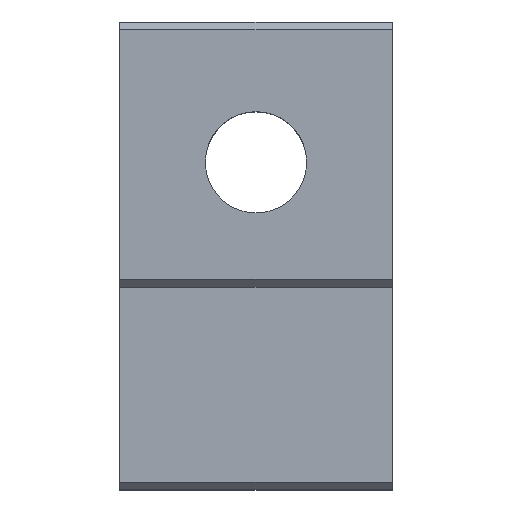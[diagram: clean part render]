
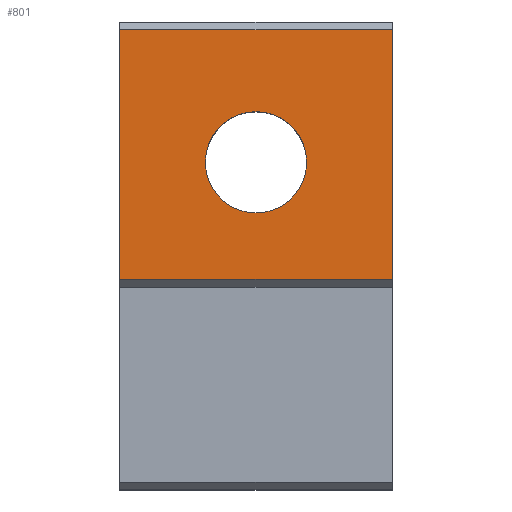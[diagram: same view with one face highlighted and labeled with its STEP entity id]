
A CAD part, top view. The second image highlights one B-rep face of the part: STEP entity #801.
In plain terms, the highlighted face is planar.
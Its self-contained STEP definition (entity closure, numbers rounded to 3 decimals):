
#117 = PLANE('',#118);
#118 = AXIS2_PLACEMENT_3D('',#119,#120,#121);
#119 = CARTESIAN_POINT('',(7.343,28.328,17.5));
#120 = DIRECTION('',(0.,0.,1.));
#121 = DIRECTION('',(1.,0.,0.));
#145 = PLANE('',#146);
#146 = AXIS2_PLACEMENT_3D('',#147,#148,#149);
#147 = CARTESIAN_POINT('',(18.,0.,-17.5));
#148 = DIRECTION('',(-0.707,0.707,0.));
#149 = DIRECTION('',(0.707,0.707,0.));
#171 = PLANE('',#172);
#172 = AXIS2_PLACEMENT_3D('',#173,#174,#175);
#173 = CARTESIAN_POINT('',(7.343,28.328,-17.5));
#174 = DIRECTION('',(0.,0.,1.));
#175 = DIRECTION('',(1.,0.,0.));
#264 = VERTEX_POINT('',#265);
#265 = CARTESIAN_POINT('',(19.,1.,17.5));
#286 = EDGE_CURVE('',#287,#264,#289,.T.);
#287 = VERTEX_POINT('',#288);
#288 = CARTESIAN_POINT('',(19.,1.,-17.5));
#289 = SURFACE_CURVE('',#290,(#294,#301),.PCURVE_S1.);
#290 = LINE('',#291,#292);
#291 = CARTESIAN_POINT('',(19.,1.,-17.5));
#292 = VECTOR('',#293,1.);
#293 = DIRECTION('',(0.,0.,1.));
#294 = PCURVE('',#145,#295);
#295 = DEFINITIONAL_REPRESENTATION('',(#296),#300);
#296 = LINE('',#297,#298);
#297 = CARTESIAN_POINT('',(1.414,0.));
#298 = VECTOR('',#299,1.);
#299 = DIRECTION('',(0.,-1.));
#300 = ( GEOMETRIC_REPRESENTATION_CONTEXT(2) 
PARAMETRIC_REPRESENTATION_CONTEXT() REPRESENTATION_CONTEXT('2D SPACE',''
  ) );
#301 = PCURVE('',#302,#307);
#302 = PLANE('',#303);
#303 = AXIS2_PLACEMENT_3D('',#304,#305,#306);
#304 = CARTESIAN_POINT('',(19.,1.,-17.5));
#305 = DIRECTION('',(-1.,0.,0.));
#306 = DIRECTION('',(0.,1.,0.));
#307 = DEFINITIONAL_REPRESENTATION('',(#308),#312);
#308 = LINE('',#309,#310);
#309 = CARTESIAN_POINT('',(0.,0.));
#310 = VECTOR('',#311,1.);
#311 = DIRECTION('',(0.,-1.));
#312 = ( GEOMETRIC_REPRESENTATION_CONTEXT(2) 
PARAMETRIC_REPRESENTATION_CONTEXT() REPRESENTATION_CONTEXT('2D SPACE',''
  ) );
#340 = EDGE_CURVE('',#287,#341,#343,.T.);
#341 = VERTEX_POINT('',#342);
#342 = CARTESIAN_POINT('',(19.,33.,-17.5));
#343 = SURFACE_CURVE('',#344,(#348,#355),.PCURVE_S1.);
#344 = LINE('',#345,#346);
#345 = CARTESIAN_POINT('',(19.,1.,-17.5));
#346 = VECTOR('',#347,1.);
#347 = DIRECTION('',(0.,1.,0.));
#348 = PCURVE('',#171,#349);
#349 = DEFINITIONAL_REPRESENTATION('',(#350),#354);
#350 = LINE('',#351,#352);
#351 = CARTESIAN_POINT('',(11.657,-27.328));
#352 = VECTOR('',#353,1.);
#353 = DIRECTION('',(0.,1.));
#354 = ( GEOMETRIC_REPRESENTATION_CONTEXT(2) 
PARAMETRIC_REPRESENTATION_CONTEXT() REPRESENTATION_CONTEXT('2D SPACE',''
  ) );
#355 = PCURVE('',#302,#356);
#356 = DEFINITIONAL_REPRESENTATION('',(#357),#361);
#357 = LINE('',#358,#359);
#358 = CARTESIAN_POINT('',(0.,0.));
#359 = VECTOR('',#360,1.);
#360 = DIRECTION('',(1.,0.));
#361 = ( GEOMETRIC_REPRESENTATION_CONTEXT(2) 
PARAMETRIC_REPRESENTATION_CONTEXT() REPRESENTATION_CONTEXT('2D SPACE',''
  ) );
#379 = PLANE('',#380);
#380 = AXIS2_PLACEMENT_3D('',#381,#382,#383);
#381 = CARTESIAN_POINT('',(19.,33.,-17.5));
#382 = DIRECTION('',(-0.707,-0.707,0.));
#383 = DIRECTION('',(-0.707,0.707,0.));
#558 = EDGE_CURVE('',#264,#559,#561,.T.);
#559 = VERTEX_POINT('',#560);
#560 = CARTESIAN_POINT('',(19.,33.,17.5));
#561 = SURFACE_CURVE('',#562,(#566,#573),.PCURVE_S1.);
#562 = LINE('',#563,#564);
#563 = CARTESIAN_POINT('',(19.,1.,17.5));
#564 = VECTOR('',#565,1.);
#565 = DIRECTION('',(0.,1.,0.));
#566 = PCURVE('',#117,#567);
#567 = DEFINITIONAL_REPRESENTATION('',(#568),#572);
#568 = LINE('',#569,#570);
#569 = CARTESIAN_POINT('',(11.657,-27.328));
#570 = VECTOR('',#571,1.);
#571 = DIRECTION('',(0.,1.));
#572 = ( GEOMETRIC_REPRESENTATION_CONTEXT(2) 
PARAMETRIC_REPRESENTATION_CONTEXT() REPRESENTATION_CONTEXT('2D SPACE',''
  ) );
#573 = PCURVE('',#302,#574);
#574 = DEFINITIONAL_REPRESENTATION('',(#575),#579);
#575 = LINE('',#576,#577);
#576 = CARTESIAN_POINT('',(0.,-35.));
#577 = VECTOR('',#578,1.);
#578 = DIRECTION('',(1.,0.));
#579 = ( GEOMETRIC_REPRESENTATION_CONTEXT(2) 
PARAMETRIC_REPRESENTATION_CONTEXT() REPRESENTATION_CONTEXT('2D SPACE',''
  ) );
#791 = CYLINDRICAL_SURFACE('',#792,6.5);
#792 = AXIS2_PLACEMENT_3D('',#793,#794,#795);
#793 = CARTESIAN_POINT('',(-1.1,18.,
    0.));
#794 = DIRECTION('',(-1.,0.,-0.));
#795 = DIRECTION('',(0.,0.,1.));
#801 = ADVANCED_FACE('',(#802,#828),#302,.F.);
#802 = FACE_BOUND('',#803,.F.);
#803 = EDGE_LOOP('',(#804,#805,#806,#827));
#804 = ORIENTED_EDGE('',*,*,#286,.T.);
#805 = ORIENTED_EDGE('',*,*,#558,.T.);
#806 = ORIENTED_EDGE('',*,*,#807,.F.);
#807 = EDGE_CURVE('',#341,#559,#808,.T.);
#808 = SURFACE_CURVE('',#809,(#813,#820),.PCURVE_S1.);
#809 = LINE('',#810,#811);
#810 = CARTESIAN_POINT('',(19.,33.,-17.5));
#811 = VECTOR('',#812,1.);
#812 = DIRECTION('',(0.,0.,1.));
#813 = PCURVE('',#302,#814);
#814 = DEFINITIONAL_REPRESENTATION('',(#815),#819);
#815 = LINE('',#816,#817);
#816 = CARTESIAN_POINT('',(32.,0.));
#817 = VECTOR('',#818,1.);
#818 = DIRECTION('',(0.,-1.));
#819 = ( GEOMETRIC_REPRESENTATION_CONTEXT(2) 
PARAMETRIC_REPRESENTATION_CONTEXT() REPRESENTATION_CONTEXT('2D SPACE',''
  ) );
#820 = PCURVE('',#379,#821);
#821 = DEFINITIONAL_REPRESENTATION('',(#822),#826);
#822 = LINE('',#823,#824);
#823 = CARTESIAN_POINT('',(0.,0.));
#824 = VECTOR('',#825,1.);
#825 = DIRECTION('',(0.,-1.));
#826 = ( GEOMETRIC_REPRESENTATION_CONTEXT(2) 
PARAMETRIC_REPRESENTATION_CONTEXT() REPRESENTATION_CONTEXT('2D SPACE',''
  ) );
#827 = ORIENTED_EDGE('',*,*,#340,.F.);
#828 = FACE_BOUND('',#829,.F.);
#829 = EDGE_LOOP('',(#830));
#830 = ORIENTED_EDGE('',*,*,#831,.F.);
#831 = EDGE_CURVE('',#832,#832,#834,.T.);
#832 = VERTEX_POINT('',#833);
#833 = CARTESIAN_POINT('',(19.,18.,6.5));
#834 = SURFACE_CURVE('',#835,(#840,#847),.PCURVE_S1.);
#835 = CIRCLE('',#836,6.5);
#836 = AXIS2_PLACEMENT_3D('',#837,#838,#839);
#837 = CARTESIAN_POINT('',(19.,18.,0.));
#838 = DIRECTION('',(-1.,0.,0.));
#839 = DIRECTION('',(0.,0.,1.));
#840 = PCURVE('',#302,#841);
#841 = DEFINITIONAL_REPRESENTATION('',(#842),#846);
#842 = CIRCLE('',#843,6.5);
#843 = AXIS2_PLACEMENT_2D('',#844,#845);
#844 = CARTESIAN_POINT('',(17.,-17.5));
#845 = DIRECTION('',(0.,-1.));
#846 = ( GEOMETRIC_REPRESENTATION_CONTEXT(2) 
PARAMETRIC_REPRESENTATION_CONTEXT() REPRESENTATION_CONTEXT('2D SPACE',''
  ) );
#847 = PCURVE('',#791,#848);
#848 = DEFINITIONAL_REPRESENTATION('',(#849),#852);
#849 = B_SPLINE_CURVE_WITH_KNOTS('',1,(#850,#851),.UNSPECIFIED.,.F.,.F.,
  (2,2),(0.,6.283),.PIECEWISE_BEZIER_KNOTS.);
#850 = CARTESIAN_POINT('',(-6.283,-20.1));
#851 = CARTESIAN_POINT('',(0.,-20.1));
#852 = ( GEOMETRIC_REPRESENTATION_CONTEXT(2) 
PARAMETRIC_REPRESENTATION_CONTEXT() REPRESENTATION_CONTEXT('2D SPACE',''
  ) );
